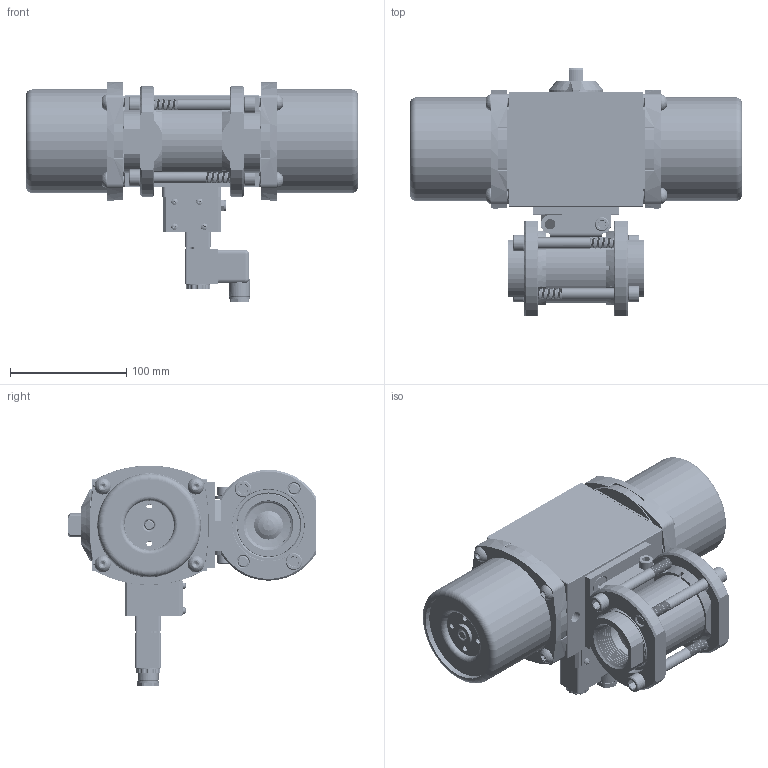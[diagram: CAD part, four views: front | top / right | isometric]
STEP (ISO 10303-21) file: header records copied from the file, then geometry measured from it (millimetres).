
FILE_DESCRIPTION (( 'STEP AP203' ), '1' );
FILE_NAME ('21XXSESA522SR3GPDS.step', '2018-06-04T15:36:18', ( '' ), ( '' ), 'SwSTEP 2.0', 'SolidWorks 2017', '' );
FILE_SCHEMA (( 'CONFIG_CONTROL_DESIGN' ));
Length unit declared in the file: inch
Products named in the file (1): 21XXSESA522SR3GPDS
Bounding box: 285.09 x 212.61 x 189.65 mm (x, y, z)
Volume: 1333589.3 mm3; surface area: 537073.6 mm2
Topology: 66 solids, 66 shells, 6057 faces, 15647 edges, 9789 vertices
Faces by surface type: cylinder 2622, cone 2045, plane 1012, torus 257, bspline 91, sphere 30
Entity records: 227827 total; most frequent: CARTESIAN_POINT 79321, DIRECTION 33041, ORIENTED_EDGE 31030, EDGE_CURVE 15515, AXIS2_PLACEMENT_3D 13418, VERTEX_POINT 9785, CIRCLE 7451, EDGE_LOOP 6500
